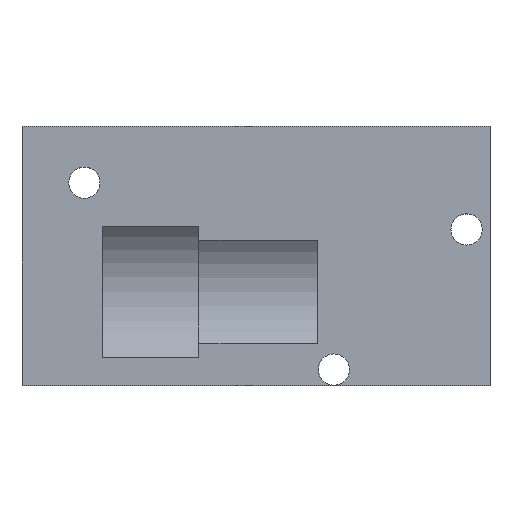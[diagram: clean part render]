
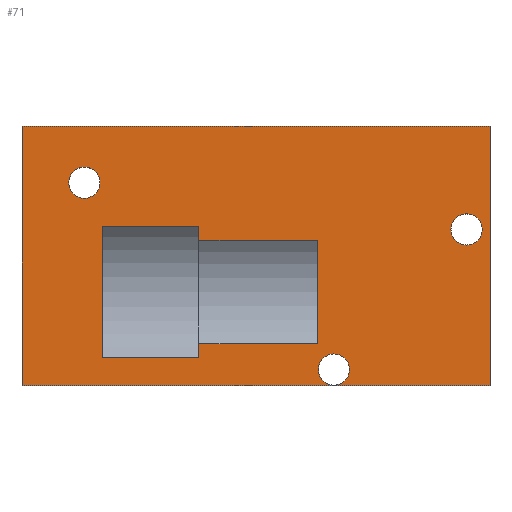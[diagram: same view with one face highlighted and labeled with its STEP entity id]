
A CAD part, top view. The second image highlights one B-rep face of the part: STEP entity #71.
In plain terms, the highlighted planar face has unit normal (0, 0, 1).
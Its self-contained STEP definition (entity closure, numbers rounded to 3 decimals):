
#3 = CARTESIAN_POINT ( 'NONE',  ( 1.97, -2.816, 0.9 ) ) ;
#7 = DIRECTION ( 'NONE',  ( 1., 0., 0. ) ) ;
#15 = VERTEX_POINT ( 'NONE', #283 ) ;
#22 = LINE ( 'NONE', #34, #440 ) ;
#23 = DIRECTION ( 'NONE',  ( 0., 1., 0. ) ) ;
#25 = VERTEX_POINT ( 'NONE', #79 ) ;
#26 = DIRECTION ( 'NONE',  ( 0., 0., 1. ) ) ;
#32 = CARTESIAN_POINT ( 'NONE',  ( 1.97, 0.506, 0.9 ) ) ;
#33 = CARTESIAN_POINT ( 'NONE',  ( 0., 0., 0.9 ) ) ;
#34 = CARTESIAN_POINT ( 'NONE',  ( -1.83, 0.945, 0.9 ) ) ;
#35 = ORIENTED_EDGE ( 'NONE', *, *, #518, .F. ) ;
#38 = VECTOR ( 'NONE', #202, 1000. ) ;
#42 = EDGE_CURVE ( 'NONE', #511, #357, #534, .T. ) ;
#47 = VECTOR ( 'NONE', #332, 1000. ) ;
#50 = CARTESIAN_POINT ( 'NONE',  ( -1.83, -3.255, 0.9 ) ) ;
#52 = ORIENTED_EDGE ( 'NONE', *, *, #58, .T. ) ;
#55 = EDGE_LOOP ( 'NONE', ( #35, #73 ) ) ;
#57 = VERTEX_POINT ( 'NONE', #238 ) ;
#58 = EDGE_CURVE ( 'NONE', #608, #602, #487, .T. ) ;
#66 = ORIENTED_EDGE ( 'NONE', *, *, #42, .T. ) ;
#71 = ADVANCED_FACE ( 'NONE', ( #634, #483, #198, #390, #338 ), #577, .F. ) ;
#73 = ORIENTED_EDGE ( 'NONE', *, *, #88, .F. ) ;
#78 = ORIENTED_EDGE ( 'NONE', *, *, #125, .F. ) ;
#79 = CARTESIAN_POINT ( 'NONE',  ( -5., 2.35, 0.9 ) ) ;
#84 = DIRECTION ( 'NONE',  ( 0., -1., 0. ) ) ;
#85 = DIRECTION ( 'NONE',  ( 0., 0., 1. ) ) ;
#87 = CARTESIAN_POINT ( 'NONE',  ( -1.83, -3.255, 0.9 ) ) ;
#88 = EDGE_CURVE ( 'NONE', #183, #503, #477, .T. ) ;
#89 = CARTESIAN_POINT ( 'NONE',  ( 2.498, -3.64, 0.9 ) ) ;
#90 = VERTEX_POINT ( 'NONE', #135 ) ;
#98 = CARTESIAN_POINT ( 'NONE',  ( -4.93, -3.255, 0.9 ) ) ;
#101 = CARTESIAN_POINT ( 'NONE',  ( 7.5, 4.15, 0.9 ) ) ;
#104 = AXIS2_PLACEMENT_3D ( 'NONE', #219, #271, #7 ) ;
#105 = DIRECTION ( 'NONE',  ( 0., -1., 0. ) ) ;
#116 = EDGE_CURVE ( 'NONE', #627, #57, #621, .T. ) ;
#124 = EDGE_LOOP ( 'NONE', ( #213, #354 ) ) ;
#125 = EDGE_CURVE ( 'NONE', #607, #272, #538, .T. ) ;
#129 = VECTOR ( 'NONE', #206, 1000. ) ;
#131 = DIRECTION ( 'NONE',  ( 0., 0., -1. ) ) ;
#135 = CARTESIAN_POINT ( 'NONE',  ( -1.83, 0.506, 0.9 ) ) ;
#137 = LINE ( 'NONE', #380, #47 ) ;
#140 = CARTESIAN_POINT ( 'NONE',  ( -1.83, 0.945, 0.9 ) ) ;
#142 = CARTESIAN_POINT ( 'NONE',  ( 2.498, -3.64, 0.9 ) ) ;
#144 = DIRECTION ( 'NONE',  ( 1., 0., 0. ) ) ;
#148 = DIRECTION ( 'NONE',  ( -1., 0., 0. ) ) ;
#150 = VECTOR ( 'NONE', #105, 1000. ) ;
#151 = LINE ( 'NONE', #547, #236 ) ;
#156 = EDGE_CURVE ( 'NONE', #478, #447, #205, .T. ) ;
#157 = VECTOR ( 'NONE', #84, 1000. ) ;
#161 = CARTESIAN_POINT ( 'NONE',  ( -6., 2.35, 0.9 ) ) ;
#167 = ORIENTED_EDGE ( 'NONE', *, *, #261, .F. ) ;
#169 = CARTESIAN_POINT ( 'NONE',  ( 6.25, 0.85, 0.9 ) ) ;
#170 = CIRCLE ( 'NONE', #353, 0.5 ) ;
#173 = LINE ( 'NONE', #366, #387 ) ;
#183 = VERTEX_POINT ( 'NONE', #351 ) ;
#190 = EDGE_CURVE ( 'NONE', #15, #90, #442, .T. ) ;
#197 = EDGE_CURVE ( 'NONE', #602, #478, #302, .T. ) ;
#198 = FACE_BOUND ( 'NONE', #124, .T. ) ;
#202 = DIRECTION ( 'NONE',  ( -1., 0., 0. ) ) ;
#205 = LINE ( 'NONE', #646, #129 ) ;
#206 = DIRECTION ( 'NONE',  ( 0., -1., 0. ) ) ;
#213 = ORIENTED_EDGE ( 'NONE', *, *, #567, .F. ) ;
#215 = CARTESIAN_POINT ( 'NONE',  ( -7.5, 4.15, 0.9 ) ) ;
#217 = DIRECTION ( 'NONE',  ( 1., 0., 0. ) ) ;
#219 = CARTESIAN_POINT ( 'NONE',  ( -5.5, 2.35, 0.9 ) ) ;
#222 = DIRECTION ( 'NONE',  ( 0., 0., 1. ) ) ;
#224 = EDGE_LOOP ( 'NONE', ( #273, #333 ) ) ;
#225 = CARTESIAN_POINT ( 'NONE',  ( 1.97, 0.506, 0.9 ) ) ;
#233 = DIRECTION ( 'NONE',  ( 1., 0., 0. ) ) ;
#236 = VECTOR ( 'NONE', #345, 1000. ) ;
#238 = CARTESIAN_POINT ( 'NONE',  ( 2.998, -3.64, 0.9 ) ) ;
#240 = DIRECTION ( 'NONE',  ( 0., 0., 1. ) ) ;
#246 = EDGE_CURVE ( 'NONE', #357, #272, #540, .T. ) ;
#249 = AXIS2_PLACEMENT_3D ( 'NONE', #404, #222, #584 ) ;
#258 = CARTESIAN_POINT ( 'NONE',  ( -1.83, -2.816, 0.9 ) ) ;
#261 = EDGE_CURVE ( 'NONE', #381, #90, #151, .T. ) ;
#271 = DIRECTION ( 'NONE',  ( 0., 0., 1. ) ) ;
#272 = VERTEX_POINT ( 'NONE', #98 ) ;
#273 = ORIENTED_EDGE ( 'NONE', *, *, #116, .F. ) ;
#280 = CARTESIAN_POINT ( 'NONE',  ( 7.5, 4.15, 0.9 ) ) ;
#283 = CARTESIAN_POINT ( 'NONE',  ( -1.83, 0.945, 0.9 ) ) ;
#289 = CARTESIAN_POINT ( 'NONE',  ( 7.5, 4.15, 0.9 ) ) ;
#292 = CARTESIAN_POINT ( 'NONE',  ( -4.93, 0.945, 0.9 ) ) ;
#300 = EDGE_CURVE ( 'NONE', #57, #627, #170, .T. ) ;
#302 = LINE ( 'NONE', #101, #571 ) ;
#325 = DIRECTION ( 'NONE',  ( -1., 0., 0. ) ) ;
#332 = DIRECTION ( 'NONE',  ( 1., 0., 0. ) ) ;
#333 = ORIENTED_EDGE ( 'NONE', *, *, #300, .F. ) ;
#338 = FACE_BOUND ( 'NONE', #506, .T. ) ;
#345 = DIRECTION ( 'NONE',  ( -1., 0., 0. ) ) ;
#350 = EDGE_CURVE ( 'NONE', #447, #608, #137, .T. ) ;
#351 = CARTESIAN_POINT ( 'NONE',  ( 7.25, 0.85, 0.9 ) ) ;
#353 = AXIS2_PLACEMENT_3D ( 'NONE', #142, #240, #427 ) ;
#354 = ORIENTED_EDGE ( 'NONE', *, *, #430, .F. ) ;
#355 = EDGE_CURVE ( 'NONE', #15, #607, #22, .T. ) ;
#357 = VERTEX_POINT ( 'NONE', #87 ) ;
#358 = AXIS2_PLACEMENT_3D ( 'NONE', #524, #26, #233 ) ;
#360 = CARTESIAN_POINT ( 'NONE',  ( -7.5, -4.15, 0.9 ) ) ;
#361 = ORIENTED_EDGE ( 'NONE', *, *, #426, .T. ) ;
#363 = LINE ( 'NONE', #225, #554 ) ;
#366 = CARTESIAN_POINT ( 'NONE',  ( 1.97, -2.816, 0.9 ) ) ;
#368 = ORIENTED_EDGE ( 'NONE', *, *, #246, .T. ) ;
#380 = CARTESIAN_POINT ( 'NONE',  ( 7.5, -4.15, 0.9 ) ) ;
#381 = VERTEX_POINT ( 'NONE', #32 ) ;
#386 = DIRECTION ( 'NONE',  ( 0., 0., 1. ) ) ;
#387 = VECTOR ( 'NONE', #461, 1000. ) ;
#390 = FACE_OUTER_BOUND ( 'NONE', #586, .T. ) ;
#396 = ORIENTED_EDGE ( 'NONE', *, *, #504, .F. ) ;
#404 = CARTESIAN_POINT ( 'NONE',  ( 6.75, 0.85, 0.9 ) ) ;
#406 = VERTEX_POINT ( 'NONE', #3 ) ;
#426 = EDGE_CURVE ( 'NONE', #406, #511, #173, .T. ) ;
#427 = DIRECTION ( 'NONE',  ( 1., 0., 0. ) ) ;
#430 = EDGE_CURVE ( 'NONE', #25, #457, #464, .T. ) ;
#440 = VECTOR ( 'NONE', #630, 1000. ) ;
#442 = LINE ( 'NONE', #643, #150 ) ;
#447 = VERTEX_POINT ( 'NONE', #360 ) ;
#457 = VERTEX_POINT ( 'NONE', #161 ) ;
#461 = DIRECTION ( 'NONE',  ( -1., 0., 0. ) ) ;
#464 = CIRCLE ( 'NONE', #104, 0.5 ) ;
#468 = ORIENTED_EDGE ( 'NONE', *, *, #197, .T. ) ;
#472 = CARTESIAN_POINT ( 'NONE',  ( -5.5, 2.35, 0.9 ) ) ;
#477 = CIRCLE ( 'NONE', #358, 0.5 ) ;
#478 = VERTEX_POINT ( 'NONE', #215 ) ;
#483 = FACE_BOUND ( 'NONE', #55, .T. ) ;
#487 = LINE ( 'NONE', #289, #593 ) ;
#488 = AXIS2_PLACEMENT_3D ( 'NONE', #89, #386, #144 ) ;
#503 = VERTEX_POINT ( 'NONE', #169 ) ;
#504 = EDGE_CURVE ( 'NONE', #406, #381, #363, .T. ) ;
#506 = EDGE_LOOP ( 'NONE', ( #396, #361, #66, #368, #78, #508, #580, #167 ) ) ;
#508 = ORIENTED_EDGE ( 'NONE', *, *, #355, .F. ) ;
#511 = VERTEX_POINT ( 'NONE', #258 ) ;
#516 = ORIENTED_EDGE ( 'NONE', *, *, #156, .T. ) ;
#518 = EDGE_CURVE ( 'NONE', #503, #183, #522, .T. ) ;
#522 = CIRCLE ( 'NONE', #249, 0.5 ) ;
#524 = CARTESIAN_POINT ( 'NONE',  ( 6.75, 0.85, 0.9 ) ) ;
#530 = CARTESIAN_POINT ( 'NONE',  ( 7.5, -4.15, 0.9 ) ) ;
#533 = AXIS2_PLACEMENT_3D ( 'NONE', #33, #131, #325 ) ;
#534 = LINE ( 'NONE', #140, #157 ) ;
#538 = LINE ( 'NONE', #292, #594 ) ;
#540 = LINE ( 'NONE', #50, #38 ) ;
#547 = CARTESIAN_POINT ( 'NONE',  ( 1.97, 0.506, 0.9 ) ) ;
#549 = CIRCLE ( 'NONE', #631, 0.5 ) ;
#554 = VECTOR ( 'NONE', #23, 1000. ) ;
#564 = CARTESIAN_POINT ( 'NONE',  ( 1.998, -3.64, 0.9 ) ) ;
#567 = EDGE_CURVE ( 'NONE', #457, #25, #549, .T. ) ;
#571 = VECTOR ( 'NONE', #148, 1000. ) ;
#577 = PLANE ( 'NONE',  #533 ) ;
#580 = ORIENTED_EDGE ( 'NONE', *, *, #190, .T. ) ;
#584 = DIRECTION ( 'NONE',  ( 1., 0., 0. ) ) ;
#586 = EDGE_LOOP ( 'NONE', ( #516, #604, #52, #468 ) ) ;
#593 = VECTOR ( 'NONE', #637, 1000. ) ;
#594 = VECTOR ( 'NONE', #595, 1000. ) ;
#595 = DIRECTION ( 'NONE',  ( 0., -1., 0. ) ) ;
#602 = VERTEX_POINT ( 'NONE', #280 ) ;
#604 = ORIENTED_EDGE ( 'NONE', *, *, #350, .T. ) ;
#607 = VERTEX_POINT ( 'NONE', #618 ) ;
#608 = VERTEX_POINT ( 'NONE', #530 ) ;
#618 = CARTESIAN_POINT ( 'NONE',  ( -4.93, 0.945, 0.9 ) ) ;
#621 = CIRCLE ( 'NONE', #488, 0.5 ) ;
#627 = VERTEX_POINT ( 'NONE', #564 ) ;
#630 = DIRECTION ( 'NONE',  ( -1., 0., 0. ) ) ;
#631 = AXIS2_PLACEMENT_3D ( 'NONE', #472, #85, #217 ) ;
#634 = FACE_BOUND ( 'NONE', #224, .T. ) ;
#637 = DIRECTION ( 'NONE',  ( 0., 1., 0. ) ) ;
#643 = CARTESIAN_POINT ( 'NONE',  ( -1.83, 0.945, 0.9 ) ) ;
#646 = CARTESIAN_POINT ( 'NONE',  ( -7.5, 4.15, 0.9 ) ) ;
